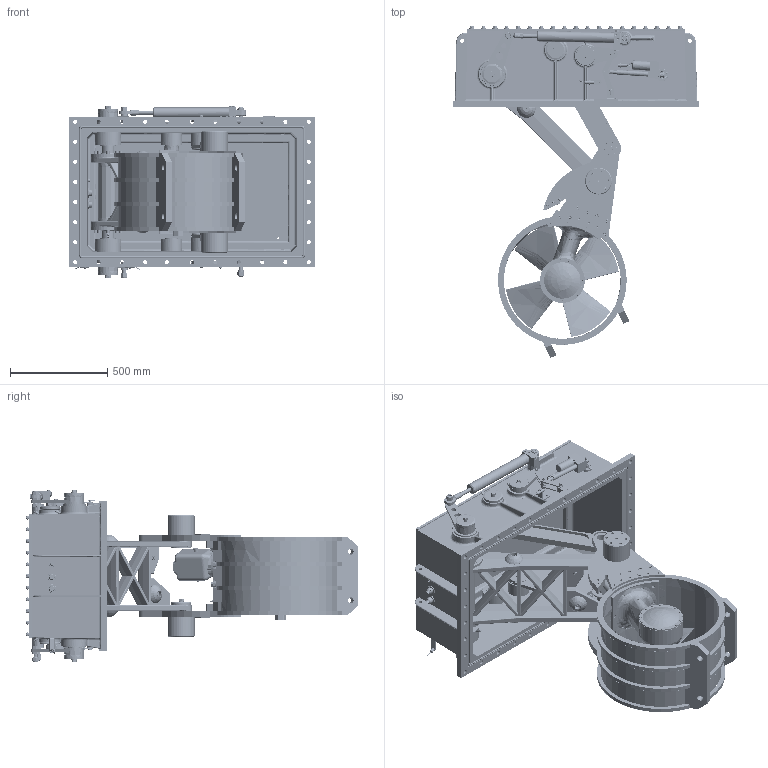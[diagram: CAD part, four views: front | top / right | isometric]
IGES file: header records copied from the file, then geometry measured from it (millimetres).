
Start section: SolidWorks IGES file using analytic representation for surfaces
Global section: file name: Image Ouvert Ens-B_Montage R600.IGS; native system: SolidWorks 2006 by SolidWorks Corporation; preprocessor: SolidWorks 2006 by SolidWorks Corporation; author: user3; date: 080925.190403; units: millimetre
Bounding box: 1260 x 1704.52 x 888 mm (x, y, z)
Surface area: 15011485.2 mm2 (no closed solid volume)
Topology: 0 solids, 0 shells, 13209 faces, 229445 edges, 228667 vertices
Faces by surface type: revolution 7535, bspline 5674
